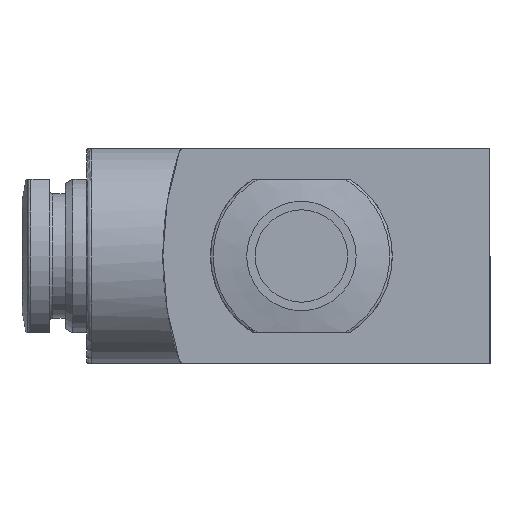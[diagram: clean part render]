
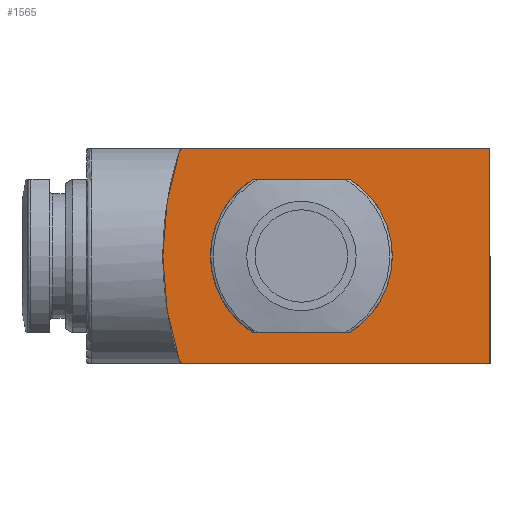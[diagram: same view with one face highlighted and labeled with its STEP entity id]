
A CAD part, left-side view. The second image highlights one B-rep face of the part: STEP entity #1565.
In plain terms, the highlighted planar face has unit normal (-1, 0, 0).
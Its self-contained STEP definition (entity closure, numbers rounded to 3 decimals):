
#32=PLANE('',#1664);
#101=LINE('',#2126,#169);
#127=LINE('',#2207,#195);
#141=LINE('',#2314,#209);
#169=VECTOR('',#1780,1000.);
#195=VECTOR('',#1808,1000.);
#209=VECTOR('',#1880,1000.);
#352=ORIENTED_EDGE('',*,*,#611,.F.);
#353=ORIENTED_EDGE('',*,*,#592,.F.);
#354=ORIENTED_EDGE('',*,*,#604,.F.);
#355=ORIENTED_EDGE('',*,*,#597,.F.);
#356=ORIENTED_EDGE('',*,*,#568,.F.);
#357=ORIENTED_EDGE('',*,*,#608,.F.);
#358=ORIENTED_EDGE('',*,*,#540,.F.);
#540=EDGE_CURVE('',#685,#686,#101,.T.);
#568=EDGE_CURVE('',#713,#714,#127,.T.);
#592=EDGE_CURVE('',#729,#685,#788,.T.);
#597=EDGE_CURVE('',#714,#733,#790,.T.);
#604=EDGE_CURVE('',#733,#729,#792,.T.);
#608=EDGE_CURVE('',#686,#713,#141,.T.);
#611=EDGE_CURVE('',#737,#737,#795,.F.);
#685=VERTEX_POINT('',#2125);
#686=VERTEX_POINT('',#2127);
#713=VERTEX_POINT('',#2206);
#714=VERTEX_POINT('',#2208);
#729=VERTEX_POINT('',#2264);
#733=VERTEX_POINT('',#2282);
#737=VERTEX_POINT('',#2321);
#788=CIRCLE('',#1650,0.3);
#790=CIRCLE('',#1654,0.3);
#792=CIRCLE('',#1658,22.);
#795=CIRCLE('',#1665,5.);
#851=EDGE_LOOP('',(#352));
#852=EDGE_LOOP('',(#353,#354,#355,#356,#357,#358));
#953=FACE_BOUND('',#851,.T.);
#954=FACE_BOUND('',#852,.T.);
#1565=ADVANCED_FACE('',(#953,#954),#32,.F.);
#1650=AXIS2_PLACEMENT_3D('',#2265,#1853,#1854);
#1654=AXIS2_PLACEMENT_3D('',#2281,#1862,#1863);
#1658=AXIS2_PLACEMENT_3D('',#2302,#1872,#1873);
#1664=AXIS2_PLACEMENT_3D('',#2319,#1886,#1887);
#1665=AXIS2_PLACEMENT_3D('',#2320,#1888,#1889);
#1780=DIRECTION('',(0.,-1.,0.));
#1808=DIRECTION('',(0.,1.,0.));
#1853=DIRECTION('',(1.,0.,0.));
#1854=DIRECTION('',(0.,0.,-1.));
#1862=DIRECTION('',(1.,0.,0.));
#1863=DIRECTION('',(0.,0.,-1.));
#1872=DIRECTION('',(1.,0.,0.));
#1873=DIRECTION('',(0.,0.,-1.));
#1880=DIRECTION('',(0.,0.,-1.));
#1886=DIRECTION('',(1.,0.,0.));
#1887=DIRECTION('',(0.,0.,-1.));
#1888=DIRECTION('',(1.,0.,0.));
#1889=DIRECTION('',(0.,0.,-1.));
#2125=CARTESIAN_POINT('',(-25.5,19.89,7.));
#2126=CARTESIAN_POINT('',(-25.5,19.89,7.));
#2127=CARTESIAN_POINT('',(-25.5,0.,7.));
#2206=CARTESIAN_POINT('',(-25.5,0.,-7.));
#2207=CARTESIAN_POINT('',(-25.5,0.,-7.));
#2208=CARTESIAN_POINT('',(-25.5,19.89,-7.));
#2264=CARTESIAN_POINT('',(-25.5,20.175,6.793));
#2265=CARTESIAN_POINT('',(-25.5,19.89,6.7));
#2281=CARTESIAN_POINT('',(-25.5,19.89,-6.7));
#2282=CARTESIAN_POINT('',(-25.5,20.175,-6.793));
#2302=CARTESIAN_POINT('',(-25.5,-0.75,0.));
#2314=CARTESIAN_POINT('',(-25.5,0.,7.));
#2319=CARTESIAN_POINT('',(-25.5,19.89,6.7));
#2320=CARTESIAN_POINT('',(-25.5,12.25,0.));
#2321=CARTESIAN_POINT('',(-25.5,12.25,-5.));
